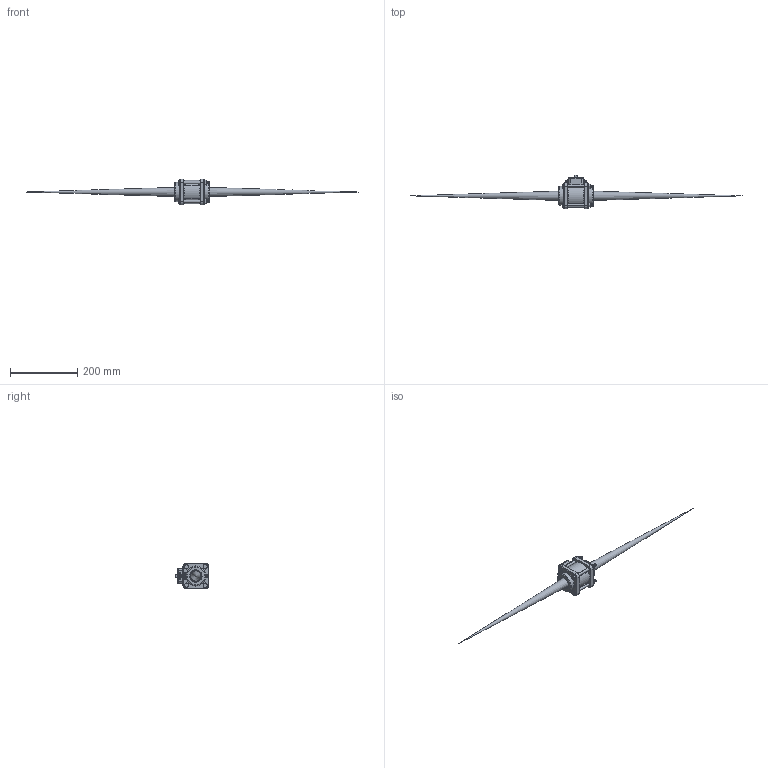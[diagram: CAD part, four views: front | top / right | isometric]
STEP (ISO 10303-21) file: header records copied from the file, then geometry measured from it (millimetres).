
FILE_DESCRIPTION(/* description */ ('EVX 1" NPT 2 WAY BOLTED VALVE ONLY'),/* implementation_level */ '2;1');
FILE_NAME(/* name */ 'EVX101X.stp',/* time_stamp */ '2019-09-20T10:05:42-04:00',/* author */ ('CPM'),/* organization */ (''),/* preprocessor_version */ 'ST-DEVELOPER v17.2',/* originating_system */ 'Autodesk Inventor 2019',/* authorisation */ '');
FILE_SCHEMA (('AUTOMOTIVE_DESIGN { 1 0 10303 214 3 1 1 }'));
Length unit declared in the file: inch
Products named in the file (13): EVX101X; MEVX10254A; MEVX10254AX; VE10155SSH; VE10257A; V10257X; VE10264; V10117; V10118; V10119; VE10258A; EVP20151A; AQ206V
Assembly tree (24 placements, depth 3):
  EVX101X
    MEVX10254A
      MEVX10254AX
    VE10155SSH
    VE10257A  x2
      V10257X
    VE10264  x2
    V10117  x4
    V10118  x4
    V10119  x4
    VE10258A  x2
    EVP20151A
    AQ206V
Bounding box: 984.79 x 98.88 x 76.2 mm (x, y, z)
Volume: 312160.3 mm3; surface area: 221725.1 mm2
Topology: 22 solids, 22 shells, 1535 faces, 3605 edges, 2161 vertices
Faces by surface type: cylinder 524, cone 446, plane 362, bspline 100, torus 81, sphere 22
Full cylindrical faces by diameter (mm): 3.429 x4, 6.604 x2, 8.89 x8, 13.665 x1, 19.177 x2, 19.304 x1, 25.4 x1, 25.908 x7, 37.973 x2, 38.1 x2, 53.848 x1, 53.95 x2, 56.896 x2, 60.325 x2, 62.992 x2, 63.5 x2
Entity records: 27383 total; most frequent: CARTESIAN_POINT 10878, ORIENTED_EDGE 3362, DIRECTION 3311, EDGE_CURVE 1681, AXIS2_PLACEMENT_3D 1293, VERTEX_POINT 1046, EDGE_LOOP 761, LINE 725
